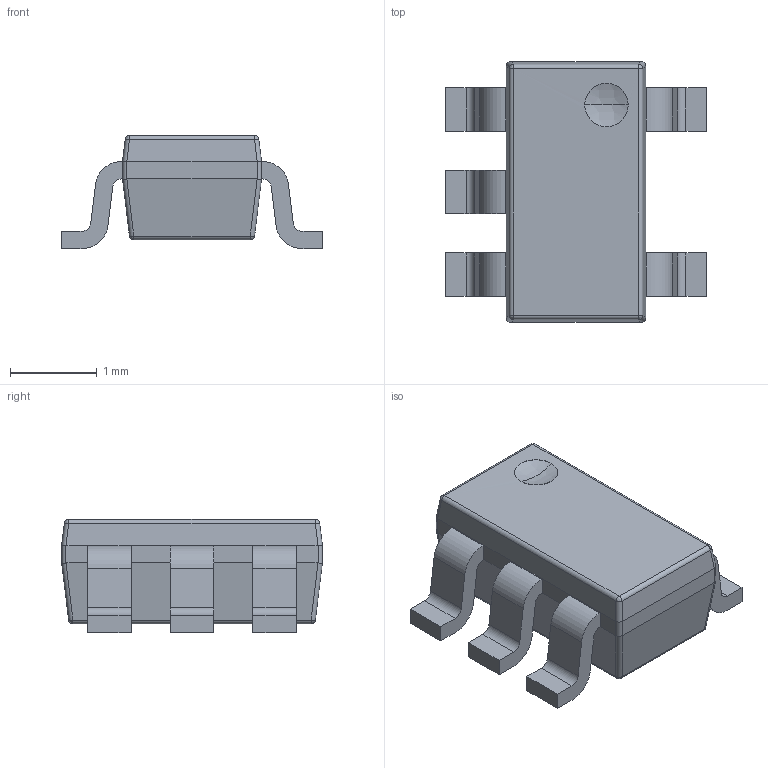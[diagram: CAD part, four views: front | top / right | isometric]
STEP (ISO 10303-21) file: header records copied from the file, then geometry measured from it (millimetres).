
FILE_DESCRIPTION (( 'STEP AP214' ), '1' );
FILE_NAME ('alsrobot-SOT23-5R.STEP', '2016-05-14T12:04:41', ( 'Windows User' ), ( '' ), 'SwSTEP 2.0', 'SolidWorks 2016', '' );
FILE_SCHEMA (( 'AUTOMOTIVE_DESIGN' ));
Length unit declared in the file: millimetre
Products named in the file (1): alsrobot-SOT23-5R
Bounding box: 3 x 3 x 1.3 mm (x, y, z)
Volume: 6.1 mm3; surface area: 27.9 mm2
Topology: 1 solids, 1 shells, 116 faces, 275 edges, 162 vertices
Faces by surface type: plane 64, cylinder 42, bspline 10
Entity records: 3961 total; most frequent: CARTESIAN_POINT 728, ORIENTED_EDGE 550, DIRECTION 550, EDGE_CURVE 275, LINE 198, VECTOR 198, AXIS2_PLACEMENT_3D 176, VERTEX_POINT 162
